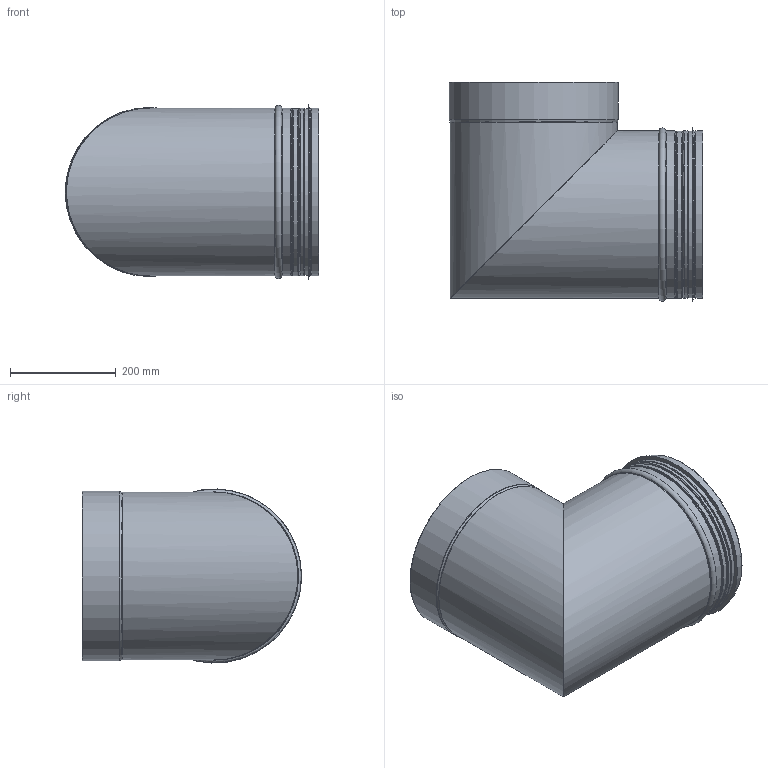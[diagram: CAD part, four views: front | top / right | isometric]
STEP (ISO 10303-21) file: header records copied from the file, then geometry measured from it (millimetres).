
FILE_DESCRIPTION(/* description */ ('Rörämne böj imkanal'),/* implementation_level */ '2;1');
FILE_NAME(/* name */ 'HIBKH-90-05.stp',/* time_stamp */ '2015-06-02T12:31:47+02:00',/* author */ ('John'),/* organization */ (''),/* preprocessor_version */ 'ST-DEVELOPER v15.6',/* originating_system */ 'Autodesk Inventor 2015',/* authorisation */ '');
FILE_SCHEMA (('AUTOMOTIVE_DESIGN { 1 0 10303 214 3 1 1 }'));
Length unit declared in the file: millimetre
Products named in the file (5): HIBKH-90-AA-5; HIBKH-90-AB-5; HIK-AA-6; HIK-AB-6; HIBKH-90-05
Assembly tree (4 placements, depth 2):
  HIBKH-90-05
    HIBKH-90-AA-5
    HIBKH-90-AB-5
    HIK-AA-6
    HIK-AB-6
Bounding box: 480.1 x 414.69 x 329.37 mm (x, y, z)
Volume: 627140.8 mm3; surface area: 1228679 mm2
Topology: 4 solids, 4 shells, 126 faces, 248 edges, 130 vertices
Faces by surface type: plane 60, torus 32, cylinder 22, cone 12
Full cylindrical faces by diameter (mm): 312 x2, 315.6 x2, 316.6 x1, 329.6 x1
Entity records: 3335 total; most frequent: DIRECTION 630, CARTESIAN_POINT 499, ORIENTED_EDGE 468, AXIS2_PLACEMENT_3D 261, EDGE_CURVE 234, EDGE_LOOP 144, VERTEX_POINT 130, STYLED_ITEM 130
